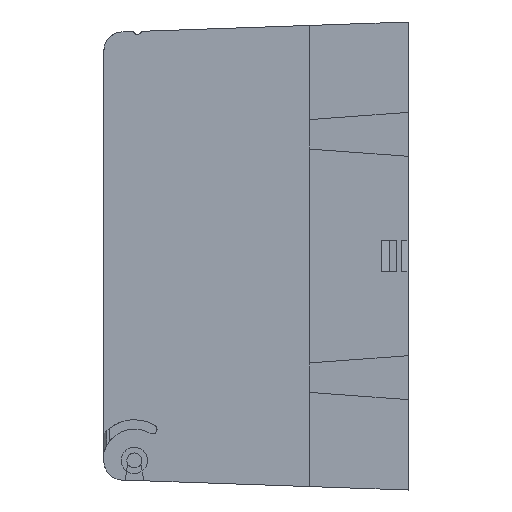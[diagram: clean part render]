
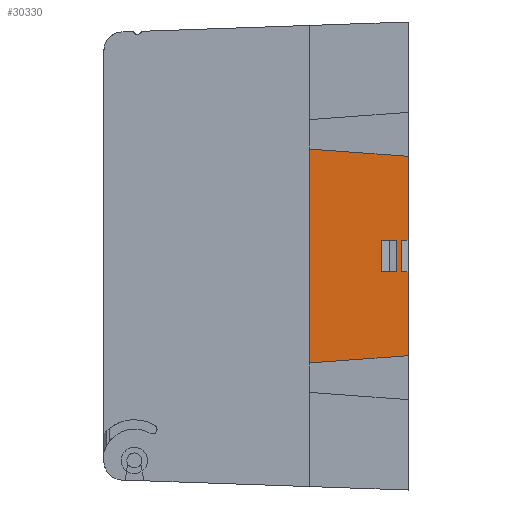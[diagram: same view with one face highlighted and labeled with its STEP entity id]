
A CAD part, left-side view. The second image highlights one B-rep face of the part: STEP entity #30330.
In plain terms, the highlighted planar face has unit normal (1, 0, 0).
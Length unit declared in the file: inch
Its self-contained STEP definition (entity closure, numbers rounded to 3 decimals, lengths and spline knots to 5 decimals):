
#510 = ORIENTED_EDGE ( 'NONE', *, *, #29555, .F. ) ;
#688 = VERTEX_POINT ( 'NONE', #13955 ) ;
#1116 = ORIENTED_EDGE ( 'NONE', *, *, #38083, .F. ) ;
#2437 = VERTEX_POINT ( 'NONE', #16857 ) ;
#2607 = CARTESIAN_POINT ( 'NONE',  ( -4.3542, -0.625, -4.87979 ) ) ;
#2747 = ORIENTED_EDGE ( 'NONE', *, *, #14287, .F. ) ;
#2766 = CARTESIAN_POINT ( 'NONE',  ( -4.3542, -1.675, -1.065 ) ) ;
#3025 = VERTEX_POINT ( 'NONE', #6847 ) ;
#3335 = ORIENTED_EDGE ( 'NONE', *, *, #17591, .F. ) ;
#3774 = DIRECTION ( 'NONE',  ( 0., 0., 1. ) ) ;
#4176 = CARTESIAN_POINT ( 'NONE',  ( -4.3542, -0.625, 0.17 ) ) ;
#4272 = CARTESIAN_POINT ( 'NONE',  ( -4.3542, -1.605, 0.17 ) ) ;
#4361 = ORIENTED_EDGE ( 'NONE', *, *, #29343, .F. ) ;
#4423 = ORIENTED_EDGE ( 'NONE', *, *, #31235, .F. ) ;
#4568 = EDGE_LOOP ( 'NONE', ( #14952, #2747, #22932, #21122 ) ) ;
#4582 = DIRECTION ( 'NONE',  ( 0., 0.997, 0.074 ) ) ;
#4594 = VECTOR ( 'NONE', #4582, 39.37008 ) ;
#5012 = VECTOR ( 'NONE', #25943, 39.37008 ) ;
#5988 = DIRECTION ( 'NONE',  ( 0., -1., 0. ) ) ;
#6847 = CARTESIAN_POINT ( 'NONE',  ( -4.3542, -1.675, 0.17 ) ) ;
#7101 = DIRECTION ( 'NONE',  ( 0., -0.997, 0.074 ) ) ;
#7725 = EDGE_CURVE ( 'NONE', #32032, #688, #25104, .T. ) ;
#8399 = VERTEX_POINT ( 'NONE', #13255 ) ;
#8494 = LINE ( 'NONE', #27827, #23371 ) ;
#8616 = DIRECTION ( 'NONE',  ( -1., 0., 0. ) ) ;
#8744 = LINE ( 'NONE', #18786, #31486 ) ;
#9469 = VECTOR ( 'NONE', #32769, 39.37008 ) ;
#9694 = LINE ( 'NONE', #18024, #32435 ) ;
#9860 = LINE ( 'NONE', #35495, #33109 ) ;
#10087 = DIRECTION ( 'NONE',  ( 0., 0., 1. ) ) ;
#10393 = LINE ( 'NONE', #30070, #9469 ) ;
#10678 = FACE_BOUND ( 'NONE', #4568, .T. ) ;
#10925 = ORIENTED_EDGE ( 'NONE', *, *, #18192, .F. ) ;
#11460 = LINE ( 'NONE', #36934, #4594 ) ;
#11573 = LINE ( 'NONE', #31537, #26431 ) ;
#12429 = CARTESIAN_POINT ( 'NONE',  ( -4.3542, -1.675, -0.6175 ) ) ;
#12431 = VERTEX_POINT ( 'NONE', #38253 ) ;
#12670 = EDGE_LOOP ( 'NONE', ( #3335, #1116, #510, #16148, #4423, #10925, #4361, #20581 ) ) ;
#12869 = LINE ( 'NONE', #2607, #20804 ) ;
#13255 = CARTESIAN_POINT ( 'NONE',  ( -4.3542, -1.675, -0.17 ) ) ;
#13955 = CARTESIAN_POINT ( 'NONE',  ( -4.3542, -1.555, 0.17 ) ) ;
#13976 = CARTESIAN_POINT ( 'NONE',  ( -4.3542, -1.675, 1.065 ) ) ;
#14166 = VERTEX_POINT ( 'NONE', #28295 ) ;
#14287 = EDGE_CURVE ( 'NONE', #688, #37165, #19792, .T. ) ;
#14952 = ORIENTED_EDGE ( 'NONE', *, *, #16005, .F. ) ;
#15484 = LINE ( 'NONE', #27566, #23392 ) ;
#16005 = EDGE_CURVE ( 'NONE', #37165, #2437, #11573, .T. ) ;
#16148 = ORIENTED_EDGE ( 'NONE', *, *, #23131, .F. ) ;
#16857 = CARTESIAN_POINT ( 'NONE',  ( -4.3542, -1.3934, -0.17 ) ) ;
#16994 = CARTESIAN_POINT ( 'NONE',  ( -4.3542, -1.555, -2.21333 ) ) ;
#17221 = VECTOR ( 'NONE', #30821, 39.37008 ) ;
#17591 = EDGE_CURVE ( 'NONE', #8399, #20041, #10393, .T. ) ;
#18024 = CARTESIAN_POINT ( 'NONE',  ( -4.3542, -1.605, -2.21333 ) ) ;
#18192 = EDGE_CURVE ( 'NONE', #3025, #32380, #15484, .T. ) ;
#18786 = CARTESIAN_POINT ( 'NONE',  ( -4.3542, -1.3934, -2.21333 ) ) ;
#19792 = LINE ( 'NONE', #16994, #5012 ) ;
#20041 = VERTEX_POINT ( 'NONE', #34022 ) ;
#20305 = DIRECTION ( 'NONE',  ( 0., 0., -1. ) ) ;
#20581 = ORIENTED_EDGE ( 'NONE', *, *, #37998, .F. ) ;
#20685 = CARTESIAN_POINT ( 'NONE',  ( -4.3542, -1.555, -0.17 ) ) ;
#20804 = VECTOR ( 'NONE', #20305, 39.37008 ) ;
#21019 = DIRECTION ( 'NONE',  ( 0., 0., 1. ) ) ;
#21122 = ORIENTED_EDGE ( 'NONE', *, *, #38238, .F. ) ;
#21317 = CARTESIAN_POINT ( 'NONE',  ( -4.3542, -1.3934, 0.17 ) ) ;
#21735 = AXIS2_PLACEMENT_3D ( 'NONE', #26378, #8616, #29400 ) ;
#22932 = ORIENTED_EDGE ( 'NONE', *, *, #7725, .F. ) ;
#23131 = EDGE_CURVE ( 'NONE', #14166, #12431, #12869, .T. ) ;
#23298 = PLANE ( 'NONE',  #21735 ) ;
#23358 = VERTEX_POINT ( 'NONE', #4272 ) ;
#23371 = VECTOR ( 'NONE', #7101, 39.37008 ) ;
#23392 = VECTOR ( 'NONE', #3774, 39.37008 ) ;
#24388 = DIRECTION ( 'NONE',  ( 0., 0., 1. ) ) ;
#24996 = VECTOR ( 'NONE', #24388, 39.37008 ) ;
#25104 = LINE ( 'NONE', #4176, #17221 ) ;
#25680 = DIRECTION ( 'NONE',  ( 0., 1., 0. ) ) ;
#25943 = DIRECTION ( 'NONE',  ( 0., 0., -1. ) ) ;
#26378 = CARTESIAN_POINT ( 'NONE',  ( -4.3542, -0.625, -2.21333 ) ) ;
#26431 = VECTOR ( 'NONE', #25680, 39.37008 ) ;
#27566 = CARTESIAN_POINT ( 'NONE',  ( -4.3542, -1.675, 0.6175 ) ) ;
#27827 = CARTESIAN_POINT ( 'NONE',  ( -4.3542, -0.625, -1.14282 ) ) ;
#28295 = CARTESIAN_POINT ( 'NONE',  ( -4.3542, -0.625, 1.14282 ) ) ;
#28578 = VERTEX_POINT ( 'NONE', #2766 ) ;
#29343 = EDGE_CURVE ( 'NONE', #23358, #3025, #9860, .T. ) ;
#29400 = DIRECTION ( 'NONE',  ( 0., 0., 1. ) ) ;
#29555 = EDGE_CURVE ( 'NONE', #12431, #28578, #8494, .T. ) ;
#30070 = CARTESIAN_POINT ( 'NONE',  ( -4.3542, -0.625, -0.17 ) ) ;
#30330 = ADVANCED_FACE ( 'NONE', ( #10678, #32482 ), #23298, .F. ) ;
#30821 = DIRECTION ( 'NONE',  ( 0., -1., 0. ) ) ;
#31235 = EDGE_CURVE ( 'NONE', #32380, #14166, #11460, .T. ) ;
#31486 = VECTOR ( 'NONE', #10087, 39.37008 ) ;
#31537 = CARTESIAN_POINT ( 'NONE',  ( -4.3542, -0.625, -0.17 ) ) ;
#32032 = VERTEX_POINT ( 'NONE', #21317 ) ;
#32380 = VERTEX_POINT ( 'NONE', #13976 ) ;
#32435 = VECTOR ( 'NONE', #21019, 39.37008 ) ;
#32482 = FACE_OUTER_BOUND ( 'NONE', #12670, .T. ) ;
#32769 = DIRECTION ( 'NONE',  ( 0., 1., 0. ) ) ;
#32875 = LINE ( 'NONE', #12429, #24996 ) ;
#33109 = VECTOR ( 'NONE', #5988, 39.37008 ) ;
#34022 = CARTESIAN_POINT ( 'NONE',  ( -4.3542, -1.605, -0.17 ) ) ;
#35495 = CARTESIAN_POINT ( 'NONE',  ( -4.3542, -0.625, 0.17 ) ) ;
#36934 = CARTESIAN_POINT ( 'NONE',  ( -4.3542, -1.675, 1.065 ) ) ;
#37165 = VERTEX_POINT ( 'NONE', #20685 ) ;
#37998 = EDGE_CURVE ( 'NONE', #20041, #23358, #9694, .T. ) ;
#38083 = EDGE_CURVE ( 'NONE', #28578, #8399, #32875, .T. ) ;
#38238 = EDGE_CURVE ( 'NONE', #2437, #32032, #8744, .T. ) ;
#38253 = CARTESIAN_POINT ( 'NONE',  ( -4.3542, -0.625, -1.14282 ) ) ;
